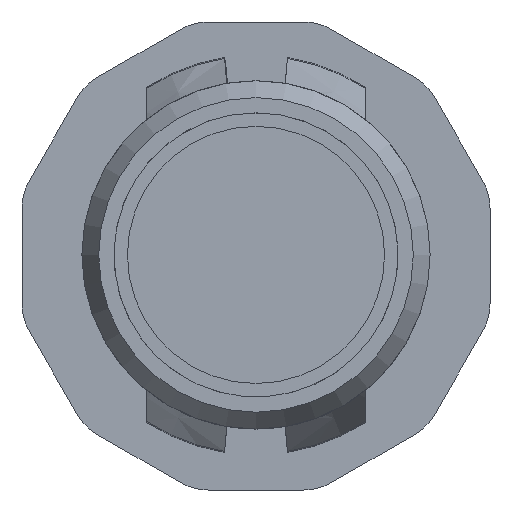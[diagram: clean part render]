
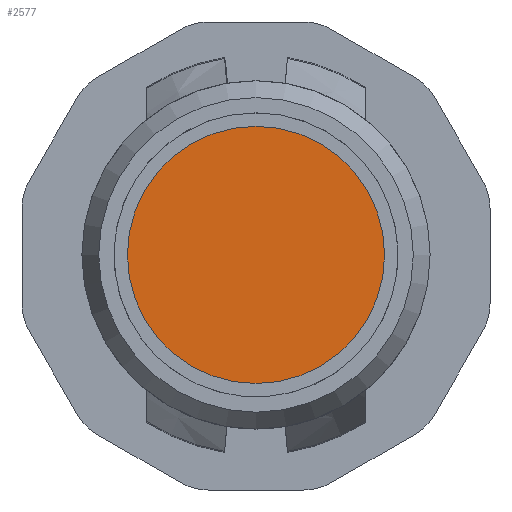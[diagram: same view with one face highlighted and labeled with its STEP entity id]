
A CAD part, front view. The second image highlights one B-rep face of the part: STEP entity #2577.
In plain terms, the highlighted planar face has unit normal (0, -1, 0).
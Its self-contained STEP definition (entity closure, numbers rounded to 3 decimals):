
#1873=PLANE('',#8432);
#2125=FACE_OUTER_BOUND('',#3217,.T.);
#2577=ADVANCED_FACE('',(#2125),#1873,.T.);
#3217=EDGE_LOOP('',(#3734));
#3734=ORIENTED_EDGE('',*,*,#6971,.T.);
#6176=VERTEX_POINT('',#11262);
#6971=EDGE_CURVE('',#6176,#6176,#8193,.T.);
#8193=CIRCLE('',#8429,11.815);
#8429=AXIS2_PLACEMENT_3D('',#11261,#9135,#9136);
#8432=AXIS2_PLACEMENT_3D('',#11266,#9141,#9142);
#9135=DIRECTION('',(0.,-1.,0.));
#9136=DIRECTION('',(0.,0.,-1.));
#9141=DIRECTION('',(0.,-1.,0.));
#9142=DIRECTION('',(1.,0.,0.));
#11261=CARTESIAN_POINT('',(0.,-4.,0.));
#11262=CARTESIAN_POINT('',(0.,-4.,-11.815));
#11266=CARTESIAN_POINT('',(0.,-4.,5.95));
